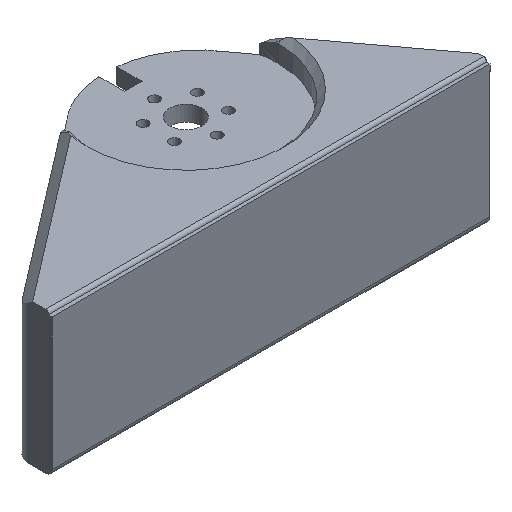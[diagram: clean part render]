
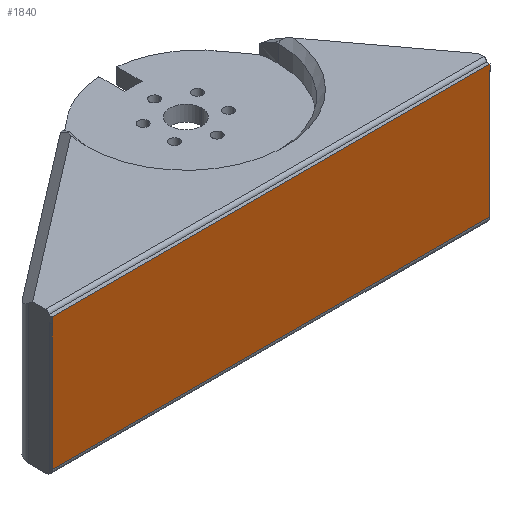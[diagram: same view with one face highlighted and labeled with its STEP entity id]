
A CAD part, isometric view. The second image highlights one B-rep face of the part: STEP entity #1840.
In plain terms, the highlighted planar face has unit normal (0, -1, 0).
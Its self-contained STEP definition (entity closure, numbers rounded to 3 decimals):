
#1 = CARTESIAN_POINT ( 'NONE',  ( -87.845, -34.546, -34.154 ) ) ;
#62 = VERTEX_POINT ( 'NONE', #2273 ) ;
#92 = ORIENTED_EDGE ( 'NONE', *, *, #175, .T. ) ;
#174 = DIRECTION ( 'NONE',  ( 0., 0., -1. ) ) ;
#175 = EDGE_CURVE ( 'NONE', #843, #1220, #1783, .T. ) ;
#177 = VERTEX_POINT ( 'NONE', #879 ) ;
#189 = ORIENTED_EDGE ( 'NONE', *, *, #602, .T. ) ;
#325 = PLANE ( 'NONE',  #1202 ) ;
#332 = CARTESIAN_POINT ( 'NONE',  ( 51.026, -34.546, 4.701 ) ) ;
#359 = EDGE_LOOP ( 'NONE', ( #1288, #92, #1223, #1172, #1579, #189, #625, #868 ) ) ;
#387 = CARTESIAN_POINT ( 'NONE',  ( -87.878, -34.546, 5. ) ) ;
#392 = VECTOR ( 'NONE', #645, 1000. ) ;
#423 = LINE ( 'NONE', #786, #1317 ) ;
#455 = CARTESIAN_POINT ( 'NONE',  ( 293.289, -34.546, -37. ) ) ;
#457 = CARTESIAN_POINT ( 'NONE',  ( -87.845, -34.546, 5. ) ) ;
#482 = CARTESIAN_POINT ( 'NONE',  ( 51.026, -34.546, 5. ) ) ;
#544 = DIRECTION ( 'NONE',  ( 1., 0., 0. ) ) ;
#565 = DIRECTION ( 'NONE',  ( 0., -1., 0. ) ) ;
#577 = DIRECTION ( 'NONE',  ( -1., 0., 0. ) ) ;
#596 = EDGE_CURVE ( 'NONE', #1016, #177, #1978, .T. ) ;
#602 = EDGE_CURVE ( 'NONE', #62, #1250, #1257, .T. ) ;
#625 = ORIENTED_EDGE ( 'NONE', *, *, #928, .T. ) ;
#633 = DIRECTION ( 'NONE',  ( 0., 0., -1. ) ) ;
#645 = DIRECTION ( 'NONE',  ( 0., 0., 1. ) ) ;
#712 = CARTESIAN_POINT ( 'NONE',  ( 51.026, -34.546, -35. ) ) ;
#714 = DIRECTION ( 'NONE',  ( 0., 0., -1. ) ) ;
#762 = EDGE_CURVE ( 'NONE', #177, #62, #1259, .T. ) ;
#764 = CARTESIAN_POINT ( 'NONE',  ( -87.878, -34.546, 5. ) ) ;
#786 = CARTESIAN_POINT ( 'NONE',  ( -87.878, -34.546, 7. ) ) ;
#843 = VERTEX_POINT ( 'NONE', #1945 ) ;
#868 = ORIENTED_EDGE ( 'NONE', *, *, #2212, .T. ) ;
#879 = CARTESIAN_POINT ( 'NONE',  ( 51.042, -34.546, 5. ) ) ;
#928 = EDGE_CURVE ( 'NONE', #1250, #1904, #423, .T. ) ;
#1016 = VERTEX_POINT ( 'NONE', #482 ) ;
#1024 = VECTOR ( 'NONE', #714, 1000. ) ;
#1086 = DIRECTION ( 'NONE',  ( 0., 0., 1. ) ) ;
#1124 = CARTESIAN_POINT ( 'NONE',  ( -87.878, -34.546, 7. ) ) ;
#1172 = ORIENTED_EDGE ( 'NONE', *, *, #596, .T. ) ;
#1202 = AXIS2_PLACEMENT_3D ( 'NONE', #455, #565, #174 ) ;
#1214 = LINE ( 'NONE', #332, #392 ) ;
#1220 = VERTEX_POINT ( 'NONE', #712 ) ;
#1223 = ORIENTED_EDGE ( 'NONE', *, *, #1531, .T. ) ;
#1250 = VERTEX_POINT ( 'NONE', #1124 ) ;
#1257 = LINE ( 'NONE', #1465, #2117 ) ;
#1259 = LINE ( 'NONE', #1617, #2193 ) ;
#1288 = ORIENTED_EDGE ( 'NONE', *, *, #1438, .T. ) ;
#1317 = VECTOR ( 'NONE', #633, 1000. ) ;
#1438 = EDGE_CURVE ( 'NONE', #1688, #843, #1611, .T. ) ;
#1440 = CARTESIAN_POINT ( 'NONE',  ( 293.289, -34.546, -35. ) ) ;
#1465 = CARTESIAN_POINT ( 'NONE',  ( -87.878, -34.546, 7. ) ) ;
#1526 = VECTOR ( 'NONE', #1642, 1000. ) ;
#1531 = EDGE_CURVE ( 'NONE', #1220, #1016, #1214, .T. ) ;
#1557 = CARTESIAN_POINT ( 'NONE',  ( -87.878, -34.546, 5. ) ) ;
#1579 = ORIENTED_EDGE ( 'NONE', *, *, #762, .T. ) ;
#1594 = VECTOR ( 'NONE', #2004, 1000. ) ;
#1611 = LINE ( 'NONE', #1, #1024 ) ;
#1617 = CARTESIAN_POINT ( 'NONE',  ( 51.042, -34.546, 7. ) ) ;
#1642 = DIRECTION ( 'NONE',  ( 1., 0., 0. ) ) ;
#1688 = VERTEX_POINT ( 'NONE', #457 ) ;
#1783 = LINE ( 'NONE', #1440, #1947 ) ;
#1840 = ADVANCED_FACE ( 'NONE', ( #1927 ), #325, .T. ) ;
#1904 = VERTEX_POINT ( 'NONE', #1557 ) ;
#1927 = FACE_OUTER_BOUND ( 'NONE', #359, .T. ) ;
#1945 = CARTESIAN_POINT ( 'NONE',  ( -87.845, -34.546, -35. ) ) ;
#1947 = VECTOR ( 'NONE', #544, 1000. ) ;
#1978 = LINE ( 'NONE', #387, #1526 ) ;
#2004 = DIRECTION ( 'NONE',  ( 1., 0., 0. ) ) ;
#2117 = VECTOR ( 'NONE', #577, 1000. ) ;
#2174 = LINE ( 'NONE', #764, #1594 ) ;
#2193 = VECTOR ( 'NONE', #1086, 1000. ) ;
#2212 = EDGE_CURVE ( 'NONE', #1904, #1688, #2174, .T. ) ;
#2273 = CARTESIAN_POINT ( 'NONE',  ( 51.042, -34.546, 7. ) ) ;
